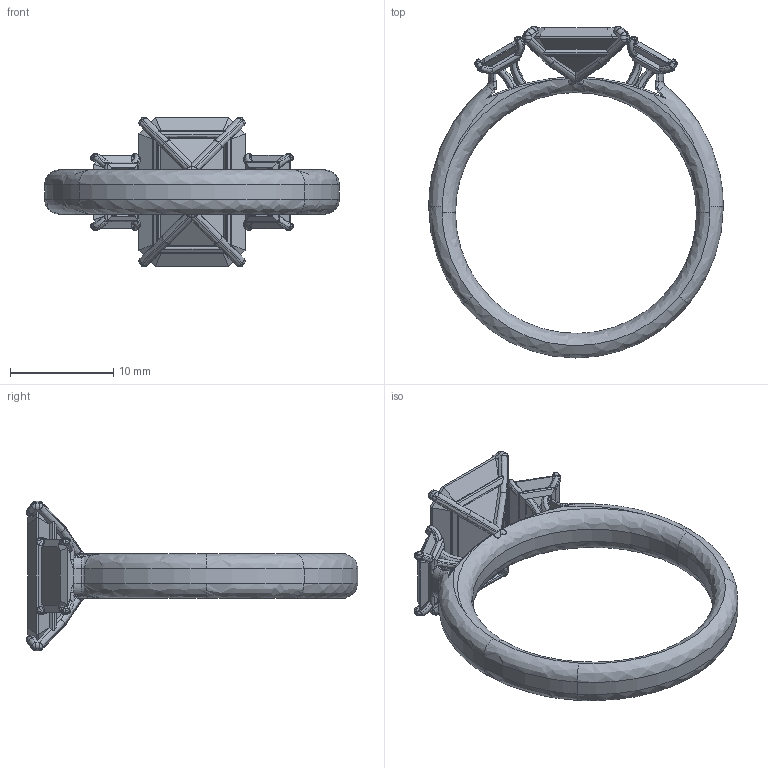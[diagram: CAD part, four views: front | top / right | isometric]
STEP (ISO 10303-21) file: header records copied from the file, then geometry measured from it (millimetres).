
FILE_DESCRIPTION(('FreeCAD Model'),'2;1');
FILE_NAME('Open CASCADE Shape Model','2025-04-27T17:22:00',('FreeCAD'),( 'FreeCAD'),'Open CASCADE STEP processor 7.6','FreeCAD','Unknown');
FILE_SCHEMA(('AUTOMOTIVE_DESIGN { 1 0 10303 214 1 1 1 1 }'));
Length unit declared in the file: millimetre
Products named in the file (1): Open CASCADE STEP translator 7.6 1
Bounding box: 28.49 x 32.09 x 14.47 mm (x, y, z)
Volume: 1178.6 mm3; surface area: 1768.1 mm2
Topology: 4 solids, 4 shells, 719 faces, 1859 edges, 1122 vertices
Faces by surface type: bspline 719
Entity records: 23473 total; most frequent: CARTESIAN_POINT 12987, ORIENTED_EDGE 3718, EDGE_CURVE 1859, B_SPLINE_CURVE_WITH_KNOTS 1277, VERTEX_POINT 1122, FACE_BOUND 723, EDGE_LOOP 723, ADVANCED_FACE 719
